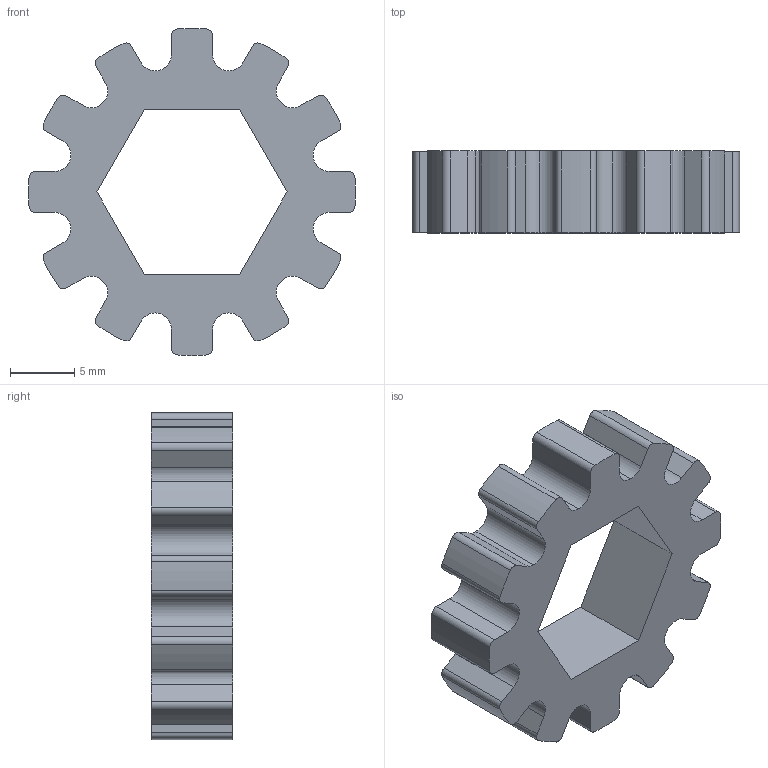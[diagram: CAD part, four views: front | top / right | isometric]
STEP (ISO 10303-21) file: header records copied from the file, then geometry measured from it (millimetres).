
FILE_DESCRIPTION (( 'STEP AP214' ), '1' );
FILE_NAME ('Printed Insert.STEP', '2021-01-18T20:34:25', ( '' ), ( '' ), 'SwSTEP 2.0', 'SolidWorks 2019', '' );
FILE_SCHEMA (( 'AUTOMOTIVE_DESIGN' ));
Length unit declared in the file: inch
Products named in the file (1): Printed Insert
Bounding box: 25.39 x 6.35 x 25.39 mm (x, y, z)
Volume: 1741.4 mm3; surface area: 1594.7 mm2
Topology: 1 solids, 1 shells, 92 faces, 270 edges, 180 vertices
Faces by surface type: cylinder 60, plane 32
Entity records: 3158 total; most frequent: DIRECTION 576, CARTESIAN_POINT 543, ORIENTED_EDGE 540, EDGE_CURVE 270, AXIS2_PLACEMENT_3D 213, VERTEX_POINT 180, LINE 150, VECTOR 150
